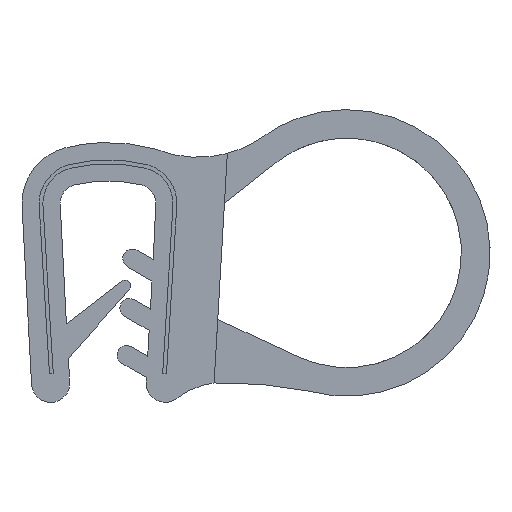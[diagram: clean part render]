
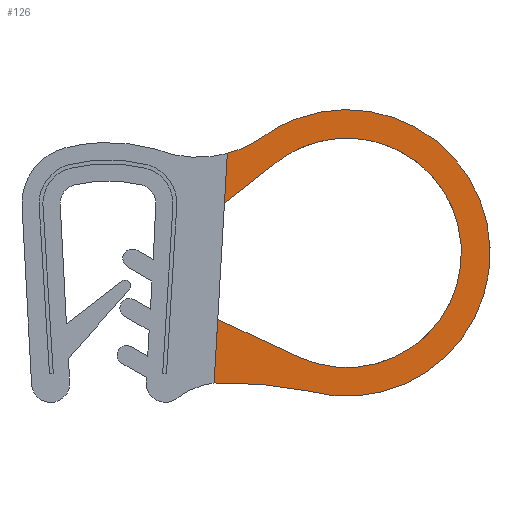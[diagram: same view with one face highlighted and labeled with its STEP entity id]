
A CAD part, front view. The second image highlights one B-rep face of the part: STEP entity #126.
In plain terms, the highlighted free-form (B-spline) face has degree [1, 1] with [2, 2] control points.
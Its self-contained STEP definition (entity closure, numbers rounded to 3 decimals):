
#5=CARTESIAN_POINT('',(4.833,0.0,2.467));
#6=CARTESIAN_POINT('',(20.721,0.0,2.467));
#7=CARTESIAN_POINT('',(4.833,0.0,-14.032));
#8=CARTESIAN_POINT('',(20.721,0.0,-14.032));
#9=B_SPLINE_SURFACE_WITH_KNOTS('',1,1,((#5,#7),(#6,#8)),.UNSPECIFIED.,.F.,.F.,.U.,(2,2),(2,2),(0.0,15.888),(0.0,16.498),.UNSPECIFIED.);
#10=CARTESIAN_POINT('',(6.096,0.0,-3.185));
#11=VERTEX_POINT('',#10);
#12=CARTESIAN_POINT('',(8.793,0.0,-1.065));
#13=VERTEX_POINT('',#12);
#14=CARTESIAN_POINT('',(6.096,0.0,-3.185));
#15=CARTESIAN_POINT('',(8.793,0.0,-1.065));
#16=QUASI_UNIFORM_CURVE('',1,(#14,#15),.UNSPECIFIED.,.F.,.U.);
#17=EDGE_CURVE('',#11,#13,#16,.T.);
#18=ORIENTED_EDGE('',*,*,#17,.T.);
#19=CARTESIAN_POINT('',(9.969,0.0,-11.222));
#20=VERTEX_POINT('',#19);
#21=CARTESIAN_POINT('',(9.969,0.0,-11.222));
#22=CARTESIAN_POINT('',(10.269,0.0,-11.362));
#23=CARTESIAN_POINT('',(11.112,0.0,-11.673));
#24=CARTESIAN_POINT('',(12.473,0.0,-11.849));
#25=CARTESIAN_POINT('',(13.897,0.0,-11.666));
#26=CARTESIAN_POINT('',(15.026,0.0,-11.262));
#27=CARTESIAN_POINT('',(16.033,0.0,-10.677));
#28=CARTESIAN_POINT('',(16.838,0.0,-9.977));
#29=CARTESIAN_POINT('',(17.541,0.0,-9.092));
#30=CARTESIAN_POINT('',(18.146,0.0,-7.98));
#31=CARTESIAN_POINT('',(18.513,0.0,-6.588));
#32=CARTESIAN_POINT('',(18.514,0.0,-4.953));
#33=CARTESIAN_POINT('',(18.129,0.0,-3.529));
#34=CARTESIAN_POINT('',(17.507,0.0,-2.426));
#35=CARTESIAN_POINT('',(16.839,0.0,-1.599));
#36=CARTESIAN_POINT('',(15.868,0.0,-0.736));
#37=CARTESIAN_POINT('',(14.581,0.0,-0.083));
#38=CARTESIAN_POINT('',(13.115,0.0,0.233));
#39=CARTESIAN_POINT('',(11.947,0.0,0.229));
#40=CARTESIAN_POINT('',(10.806,0.0,0.005));
#41=CARTESIAN_POINT('',(9.78,0.0,-0.39));
#42=CARTESIAN_POINT('',(9.105,0.0,-0.819));
#43=CARTESIAN_POINT('',(8.793,0.0,-1.065));
#44=B_SPLINE_CURVE_WITH_KNOTS('',3,(#21,#22,#23,#24,#25,#26,#27,#28,#29,#30,#31,#32,#33,#34,#35,#36,#37,#38,#39,#40,#41,#42,#43),.UNSPECIFIED.,.F.,.U.,(4,1,1,1,1,1,1,1,1,1,1,1,1,1,1,1,1,1,1,1,4),(0.,0.994,2.685,4.077,5.271,6.265,7.558,8.453,9.647,11.337,12.73,14.52,15.713,16.509,17.702,19.592,20.785,22.178,23.073,24.266,25.459),.UNSPECIFIED.);
#45=EDGE_CURVE('',#20,#13,#44,.T.);
#46=ORIENTED_EDGE('',*,*,#45,.F.);
#47=CARTESIAN_POINT('',(5.746,0.0,-9.258));
#48=VERTEX_POINT('',#47);
#49=CARTESIAN_POINT('',(9.969,0.0,-11.222));
#50=CARTESIAN_POINT('',(5.746,0.0,-9.258));
#51=QUASI_UNIFORM_CURVE('',1,(#49,#50),.UNSPECIFIED.,.F.,.U.);
#52=EDGE_CURVE('',#20,#48,#51,.T.);
#53=ORIENTED_EDGE('',*,*,#52,.T.);
#54=CARTESIAN_POINT('',(5.555,0.0,-12.585));
#55=VERTEX_POINT('',#54);
#56=CARTESIAN_POINT('',(5.746,0.0,-9.258));
#57=CARTESIAN_POINT('',(5.555,0.0,-12.585));
#58=QUASI_UNIFORM_CURVE('',1,(#56,#57),.UNSPECIFIED.,.F.,.U.);
#59=EDGE_CURVE('',#48,#55,#58,.T.);
#60=ORIENTED_EDGE('',*,*,#59,.T.);
#61=CARTESIAN_POINT('',(10.461,0.0,-13.));
#62=VERTEX_POINT('',#61);
#63=CARTESIAN_POINT('',(10.461,0.0,-13.));
#64=CARTESIAN_POINT('',(8.03,0.0,-12.534));
#65=CARTESIAN_POINT('',(5.555,0.0,-12.585));
#73=(BOUNDED_CURVE()B_SPLINE_CURVE(2,(#63,#64,#65),.UNSPECIFIED.,.F.,.U.)CURVE()GEOMETRIC_REPRESENTATION_ITEM()QUASI_UNIFORM_CURVE()RATIONAL_B_SPLINE_CURVE((1.0,0.994,1.0))REPRESENTATION_ITEM(''));
#74=EDGE_CURVE('',#62,#55,#73,.T.);
#75=ORIENTED_EDGE('',*,*,#74,.F.);
#76=CARTESIAN_POINT('',(8.159,0.0,0.334));
#77=VERTEX_POINT('',#76);
#78=CARTESIAN_POINT('',(10.461,0.0,-13.));
#79=CARTESIAN_POINT('',(11.105,0.0,-13.182));
#80=CARTESIAN_POINT('',(12.483,0.0,-13.378));
#81=CARTESIAN_POINT('',(14.336,0.0,-13.128));
#82=CARTESIAN_POINT('',(15.738,0.0,-12.583));
#83=CARTESIAN_POINT('',(16.863,0.0,-11.926));
#84=CARTESIAN_POINT('',(17.776,0.0,-11.166));
#85=CARTESIAN_POINT('',(18.747,0.0,-10.022));
#86=CARTESIAN_POINT('',(19.46,0.0,-8.737));
#87=CARTESIAN_POINT('',(19.974,0.0,-6.991));
#88=CARTESIAN_POINT('',(20.057,0.0,-5.322));
#89=CARTESIAN_POINT('',(19.719,0.0,-3.533));
#90=CARTESIAN_POINT('',(19.058,0.0,-2.001));
#91=CARTESIAN_POINT('',(18.131,0.0,-0.765));
#92=CARTESIAN_POINT('',(17.086,0.0,0.2));
#93=CARTESIAN_POINT('',(15.988,0.0,0.908));
#94=CARTESIAN_POINT('',(14.594,0.0,1.47));
#95=CARTESIAN_POINT('',(13.27,0.0,1.72));
#96=CARTESIAN_POINT('',(11.927,0.0,1.727));
#97=CARTESIAN_POINT('',(10.637,0.0,1.529));
#98=CARTESIAN_POINT('',(9.331,0.0,1.065));
#99=CARTESIAN_POINT('',(8.513,0.0,0.584));
#100=CARTESIAN_POINT('',(8.159,0.0,0.334));
#101=B_SPLINE_CURVE_WITH_KNOTS('',3,(#78,#79,#80,#81,#82,#83,#84,#85,#86,#87,#88,#89,#90,#91,#92,#93,#94,#95,#96,#97,#98,#99,#100),.UNSPECIFIED.,.F.,.U.,(4,1,1,1,1,1,1,1,1,1,1,1,1,1,1,1,1,1,1,1,4),(0.,2.009,4.137,5.555,6.5,8.037,9.101,10.992,12.41,14.537,15.956,17.847,19.501,20.565,22.101,23.401,25.056,26.12,27.42,28.957,30.257),.UNSPECIFIED.);
#102=EDGE_CURVE('',#62,#77,#101,.T.);
#103=ORIENTED_EDGE('',*,*,#102,.T.);
#104=CARTESIAN_POINT('',(6.246,0.0,-0.567));
#105=VERTEX_POINT('',#104);
#106=CARTESIAN_POINT('',(6.246,0.0,-0.567));
#107=CARTESIAN_POINT('',(7.283,0.0,-0.288));
#108=CARTESIAN_POINT('',(8.159,0.0,0.334));
#116=(BOUNDED_CURVE()B_SPLINE_CURVE(2,(#106,#107,#108),.UNSPECIFIED.,.F.,.U.)CURVE()GEOMETRIC_REPRESENTATION_ITEM()QUASI_UNIFORM_CURVE()RATIONAL_B_SPLINE_CURVE((1.0,0.984,1.0))REPRESENTATION_ITEM(''));
#117=EDGE_CURVE('',#105,#77,#116,.T.);
#118=ORIENTED_EDGE('',*,*,#117,.F.);
#119=CARTESIAN_POINT('',(6.246,0.0,-0.567));
#120=CARTESIAN_POINT('',(6.096,0.0,-3.185));
#121=QUASI_UNIFORM_CURVE('',1,(#119,#120),.UNSPECIFIED.,.F.,.U.);
#122=EDGE_CURVE('',#105,#11,#121,.T.);
#123=ORIENTED_EDGE('',*,*,#122,.T.);
#124=EDGE_LOOP('',(#18,#46,#53,#60,#75,#103,#118,#123));
#125=FACE_OUTER_BOUND('',#124,.T.);
#126=ADVANCED_FACE('',(#125),#9,.F.);
